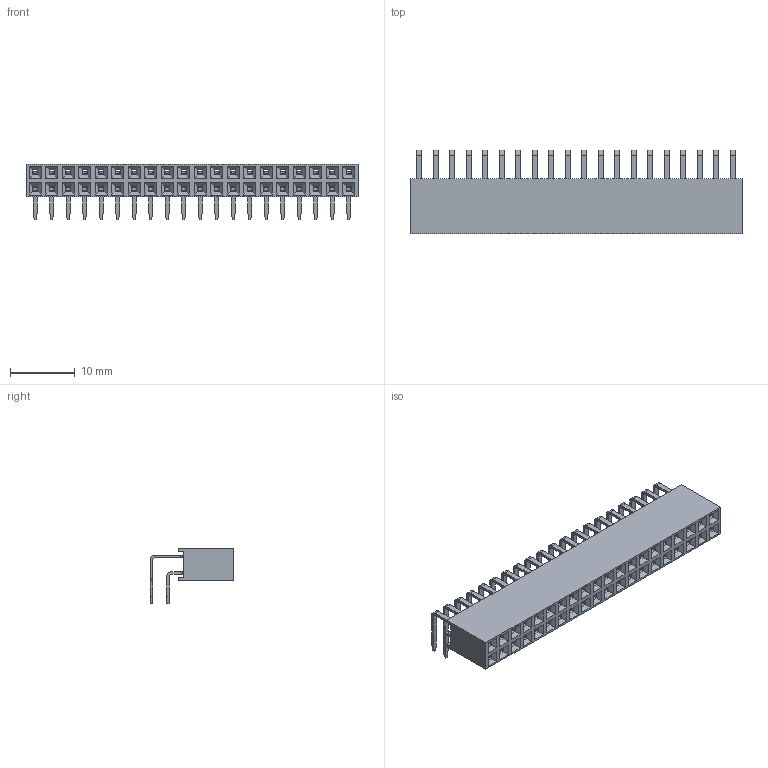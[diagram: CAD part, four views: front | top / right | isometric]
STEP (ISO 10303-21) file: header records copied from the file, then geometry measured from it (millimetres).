
FILE_DESCRIPTION(('STEP AP214'), '1');
FILE_NAME('DS1024-2x5RF1', '2017-07-15T12:21:50', ('Nobody'), (''), 'ASCON STEP Converter 1.3', 'ASCON Math Kernel', '');
FILE_SCHEMA(('AUTOMOTIVE_DESIGN { 1 0 10303 214 3 1 1}'));
Length unit declared in the file: millimetre
Assembly tree (21 placements, depth 2):
  (unnamed)
    (unnamed)
    (unnamed)  x20
Bounding box: 51.1 x 12.9 x 8.5 mm (x, y, z)
Volume: 1662.2 mm3; surface area: 5250.5 mm2
Topology: 41 solids, 41 shells, 2130 faces, 6104 edges, 4016 vertices
Faces by surface type: plane 1610, cylinder 520
Entity records: 34549 total; most frequent: ORIENTED_EDGE 4912, CARTESIAN_POINT 4900, DIRECTION 4228, EDGE_CURVE 2456, LINE 2404, VECTOR 2404, VERTEX_POINT 1584, AXIS2_PLACEMENT_3D 912
